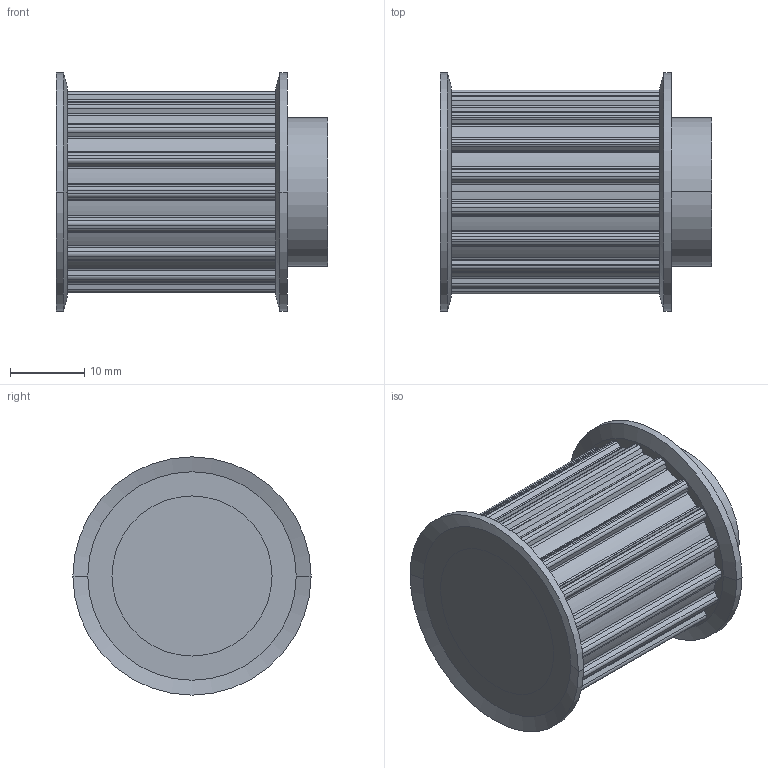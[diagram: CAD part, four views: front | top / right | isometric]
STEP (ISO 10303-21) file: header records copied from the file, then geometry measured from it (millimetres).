
FILE_DESCRIPTION(('HOOPS Exchange Step'),'2;1');
FILE_NAME('export-418AA79A-5398-4451-BE36-C8C9FC5B001C.stp','2023-12-16T12:20:11+01:00',('Engineering'),('Alibre'),'HOOPS Exchange 2021.0','Alibre','Unknown authorisation');
FILE_SCHEMA( ('AP242_MANAGED_MODEL_BASED_3D_ENGINEERING_MIM_LF {1 0 10303 442 1 1 4 }') );
Length unit declared in the file: millimetre
Products named in the file (3): 6411-2 AT5 Pulley 36-AT5 Z=18 for 25mm wide belts FLANGE; 6411-1 AT5 Pulley 36-AT5 Z=18 for 25mm wide belts BODY; 6411 AT5 Pulley 36-AT5 Z=18 for 25mm wide belts
Assembly tree (3 placements, depth 2):
  6411 AT5 Pulley 36-AT5 Z=18 for 25mm wide belts
    6411-2 AT5 Pulley 36-AT5 Z=18 for 25mm wide belts FLANGE  x2
    6411-1 AT5 Pulley 36-AT5 Z=18 for 25mm wide belts BODY
Bounding box: 36.54 x 32 x 32 mm (x, y, z)
Volume: 18337 mm3; surface area: 6590.5 mm2
Topology: 3 solids, 3 shells, 209 faces, 592 edges, 392 vertices
Faces by surface type: cylinder 156, plane 45, cone 8
Entity records: 6801 total; most frequent: DIRECTION 1296, CARTESIAN_POINT 1160, ORIENTED_EDGE 1144, EDGE_CURVE 572, AXIS2_PLACEMENT_3D 516, VERTEX_POINT 380, CIRCLE 308, VECTOR 264
